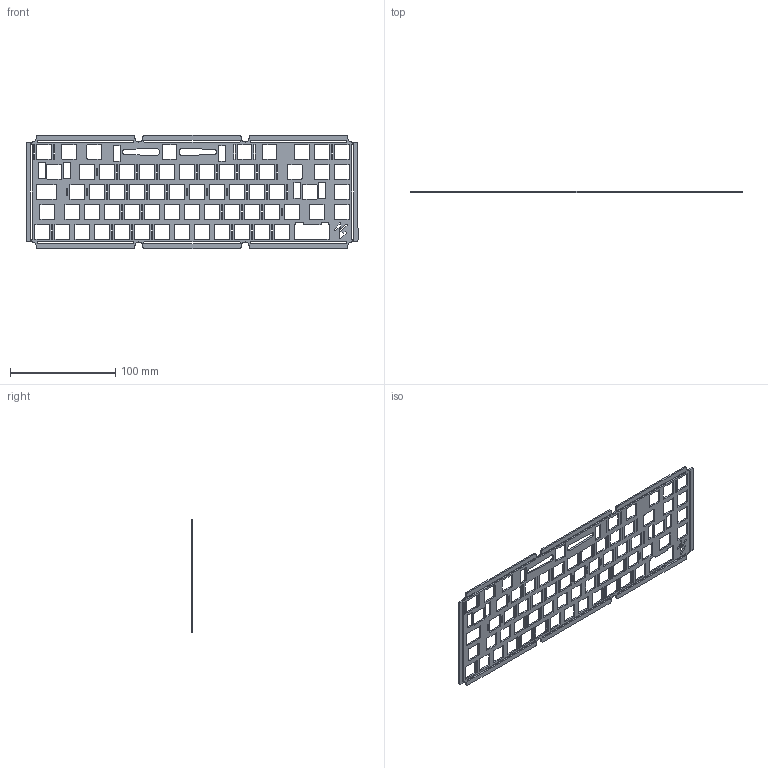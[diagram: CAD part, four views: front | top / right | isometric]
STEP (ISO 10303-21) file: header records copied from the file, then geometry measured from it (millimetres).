
FILE_DESCRIPTION (( 'STEP AP214' ), '1' );
FILE_NAME ('Plate ANSI1.2.STEP', '2021-03-03T16:45:12', ( '' ), ( '' ), 'SwSTEP 2.0', 'SolidWorks 2018', '' );
FILE_SCHEMA (( 'AUTOMOTIVE_DESIGN' ));
Length unit declared in the file: millimetre
Products named in the file (1): Plate ANSI1.2
Bounding box: 315.75 x 1.5 x 107.7 mm (x, y, z)
Volume: 25848.8 mm3; surface area: 45876.1 mm2
Topology: 1 solids, 1 shells, 866 faces, 2592 edges, 1728 vertices
Faces by surface type: plane 514, cylinder 352
Entity records: 29762 total; most frequent: CARTESIAN_POINT 5187, ORIENTED_EDGE 5184, DIRECTION 5030, EDGE_CURVE 2592, VECTOR 1888, LINE 1888, VERTEX_POINT 1728, AXIS2_PLACEMENT_3D 1571
